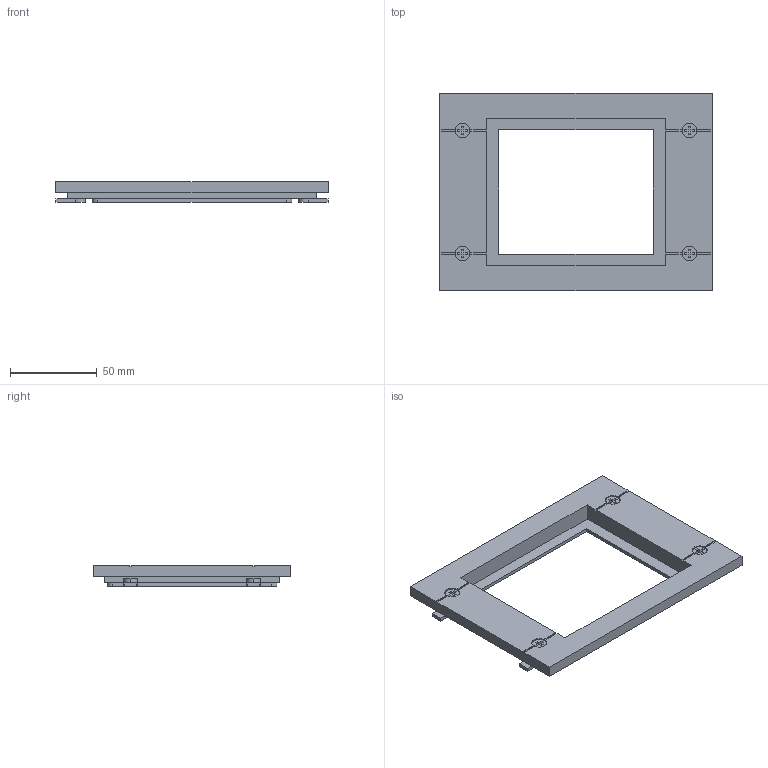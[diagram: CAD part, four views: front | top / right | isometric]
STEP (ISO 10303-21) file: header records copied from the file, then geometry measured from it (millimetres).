
FILE_DESCRIPTION((''),'2;1');
FILE_NAME('SB100049_3D_COLOUR','2013-06-14T',('SESA217760'),('Schneider-Electric'),'PRO/ENGINEER BY PARAMETRIC TECHNOLOGY CORPORATION, 2011410','PRO/ENGINEER BY PARAMETRIC TECHNOLOGY CORPORATION, 2011410','');
FILE_SCHEMA(('CONFIG_CONTROL_DESIGN'));
Length unit declared in the file: millimetre
Products named in the file (1): SB100049_3D_COLOUR
Bounding box: 157 x 114 x 12 mm (x, y, z)
Volume: 71355.3 mm3; surface area: 42134.3 mm2
Topology: 1 solids, 1 shells, 242 faces, 660 edges, 444 vertices
Faces by surface type: plane 202, cylinder 40
Entity records: 7658 total; most frequent: CARTESIAN_POINT 1346, ORIENTED_EDGE 1320, DIRECTION 1260, EDGE_CURVE 660, VECTOR 544, LINE 544, VERTEX_POINT 444, AXIS2_PLACEMENT_3D 358
